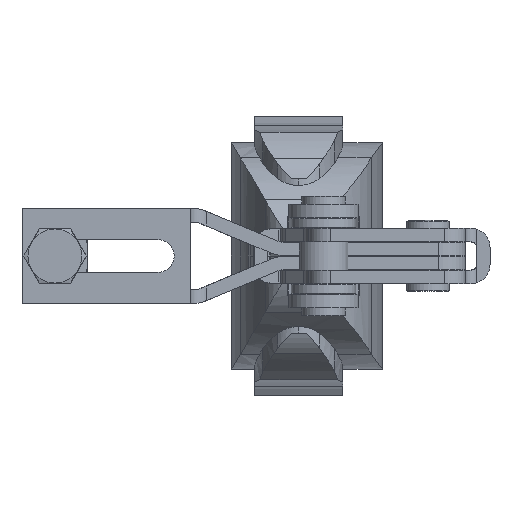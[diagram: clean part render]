
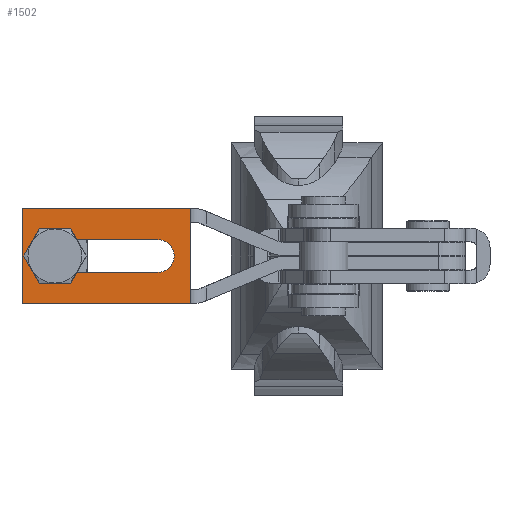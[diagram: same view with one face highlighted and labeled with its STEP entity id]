
A CAD part, front view. The second image highlights one B-rep face of the part: STEP entity #1502.
In plain terms, the highlighted planar face has unit normal (0, -1, 0).
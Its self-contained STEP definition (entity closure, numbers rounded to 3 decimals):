
#1502 = ADVANCED_FACE( '', ( #2932, #2933 ), #2934, .F. );
#2932 = FACE_BOUND( '', #4336, .T. );
#2933 = FACE_OUTER_BOUND( '', #4337, .T. );
#2934 = PLANE( '', #4338 );
#4336 = EDGE_LOOP( '', ( #7703, #7704, #7705, #7706 ) );
#4337 = EDGE_LOOP( '', ( #7707, #7708, #7709, #7710 ) );
#4338 = AXIS2_PLACEMENT_3D( '', #7711, #7712, #7713 );
#7703 = ORIENTED_EDGE( '', *, *, #8471, .T. );
#7704 = ORIENTED_EDGE( '', *, *, #9263, .T. );
#7705 = ORIENTED_EDGE( '', *, *, #9603, .T. );
#7706 = ORIENTED_EDGE( '', *, *, #8599, .T. );
#7707 = ORIENTED_EDGE( '', *, *, #9568, .T. );
#7708 = ORIENTED_EDGE( '', *, *, #9497, .F. );
#7709 = ORIENTED_EDGE( '', *, *, #8386, .F. );
#7710 = ORIENTED_EDGE( '', *, *, #9507, .T. );
#7711 = CARTESIAN_POINT( '', ( -75., -12.5, 8.75 ) );
#7712 = DIRECTION( '', ( 0., 1., 0. ) );
#7713 = DIRECTION( '', ( 0., 0., 1. ) );
#8386 = EDGE_CURVE( '', #9937, #9939, #9940, .T. );
#8471 = EDGE_CURVE( '', #10086, #10084, #10087, .T. );
#8599 = EDGE_CURVE( '', #10303, #10086, #10304, .T. );
#9263 = EDGE_CURVE( '', #10084, #11321, #11323, .T. );
#9497 = EDGE_CURVE( '', #9939, #11617, #11618, .T. );
#9507 = EDGE_CURVE( '', #9937, #11627, #11629, .T. );
#9568 = EDGE_CURVE( '', #11627, #11617, #11699, .T. );
#9603 = EDGE_CURVE( '', #11321, #10303, #11741, .T. );
#9937 = VERTEX_POINT( '', #12247 );
#9939 = VERTEX_POINT( '', #12250 );
#9940 = LINE( '', #12251, #12252 );
#10084 = VERTEX_POINT( '', #12454 );
#10086 = VERTEX_POINT( '', #12457 );
#10087 = CIRCLE( '', #12458, 3.05 );
#10303 = VERTEX_POINT( '', #12769 );
#10304 = LINE( '', #12770, #12771 );
#11321 = VERTEX_POINT( '', #14447 );
#11323 = LINE( '', #14450, #14451 );
#11617 = VERTEX_POINT( '', #14984 );
#11618 = LINE( '', #14985, #14986 );
#11627 = VERTEX_POINT( '', #14997 );
#11629 = LINE( '', #15000, #15001 );
#11699 = LINE( '', #15105, #15106 );
#11741 = CIRCLE( '', #15165, 3.05 );
#12247 = CARTESIAN_POINT( '', ( -75., -12.5, 8.75 ) );
#12250 = CARTESIAN_POINT( '', ( -44., -12.5, 8.75 ) );
#12251 = CARTESIAN_POINT( '', ( -75., -12.5, 8.75 ) );
#12252 = VECTOR( '', #15429, 1000. );
#12454 = CARTESIAN_POINT( '', ( -50., -12.5, -3.05 ) );
#12457 = CARTESIAN_POINT( '', ( -50., -12.5, 3.05 ) );
#12458 = AXIS2_PLACEMENT_3D( '', #15562, #15563, #15564 );
#12769 = CARTESIAN_POINT( '', ( -69., -12.5, 3.05 ) );
#12770 = CARTESIAN_POINT( '', ( -69., -12.5, 3.05 ) );
#12771 = VECTOR( '', #15719, 1000. );
#14447 = CARTESIAN_POINT( '', ( -69., -12.5, -3.05 ) );
#14450 = CARTESIAN_POINT( '', ( -50., -12.5, -3.05 ) );
#14451 = VECTOR( '', #16492, 1000. );
#14984 = CARTESIAN_POINT( '', ( -44., -12.5, -8.75 ) );
#14985 = CARTESIAN_POINT( '', ( -44., -12.5, 8.75 ) );
#14986 = VECTOR( '', #16706, 1000. );
#14997 = CARTESIAN_POINT( '', ( -75., -12.5, -8.75 ) );
#15000 = CARTESIAN_POINT( '', ( -75., -12.5, 8.75 ) );
#15001 = VECTOR( '', #16716, 1000. );
#15105 = CARTESIAN_POINT( '', ( -75., -12.5, -8.75 ) );
#15106 = VECTOR( '', #16778, 1000. );
#15165 = AXIS2_PLACEMENT_3D( '', #16807, #16808, #16809 );
#15429 = DIRECTION( '', ( 1., 0., 0. ) );
#15562 = CARTESIAN_POINT( '', ( -50., -12.5, 0. ) );
#15563 = DIRECTION( '', ( 0., 1., 0. ) );
#15564 = DIRECTION( '', ( 1., 0., 0. ) );
#15719 = DIRECTION( '', ( 1., 0., 0. ) );
#16492 = DIRECTION( '', ( -1., 0., 0. ) );
#16706 = DIRECTION( '', ( 0., 0., -1. ) );
#16716 = DIRECTION( '', ( 0., 0., -1. ) );
#16778 = DIRECTION( '', ( 1., 0., 0. ) );
#16807 = CARTESIAN_POINT( '', ( -69., -12.5, 0. ) );
#16808 = DIRECTION( '', ( 0., 1., 0. ) );
#16809 = DIRECTION( '', ( 1., 0., 0. ) );
